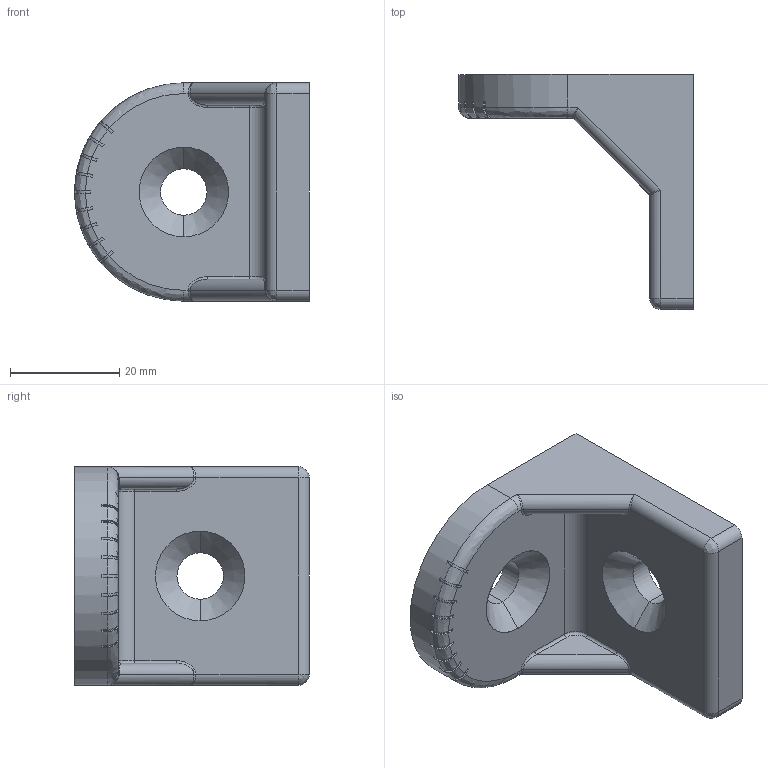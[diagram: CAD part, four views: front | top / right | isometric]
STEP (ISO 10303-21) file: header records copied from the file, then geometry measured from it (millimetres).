
FILE_DESCRIPTION (( 'STEP AP214' ), '1' );
FILE_NAME ('6261155', '2019-01-28T17:10:05', ( '' ), ('JUGARD+KÜNSTNER GmbH'), 'SwSTEP 2.0', 'SolidWorks 2017', '' );
FILE_SCHEMA (( 'AUTOMOTIVE_DESIGN' ));
Length unit declared in the file: millimetre
Products named in the file (1): 6261155
Bounding box: 43 x 43 x 40 mm (x, y, z)
Volume: 17274.8 mm3; surface area: 10019.9 mm2
Topology: 1 solids, 1 shells, 358 faces, 887 edges, 518 vertices
Faces by surface type: bspline 121, plane 95, cone 82, cylinder 60
Entity records: 13590 total; most frequent: CARTESIAN_POINT 5930, ORIENTED_EDGE 1716, DIRECTION 1457, EDGE_CURVE 858, AXIS2_PLACEMENT_3D 565, VERTEX_POINT 518, EDGE_LOOP 378, ADVANCED_FACE 358
